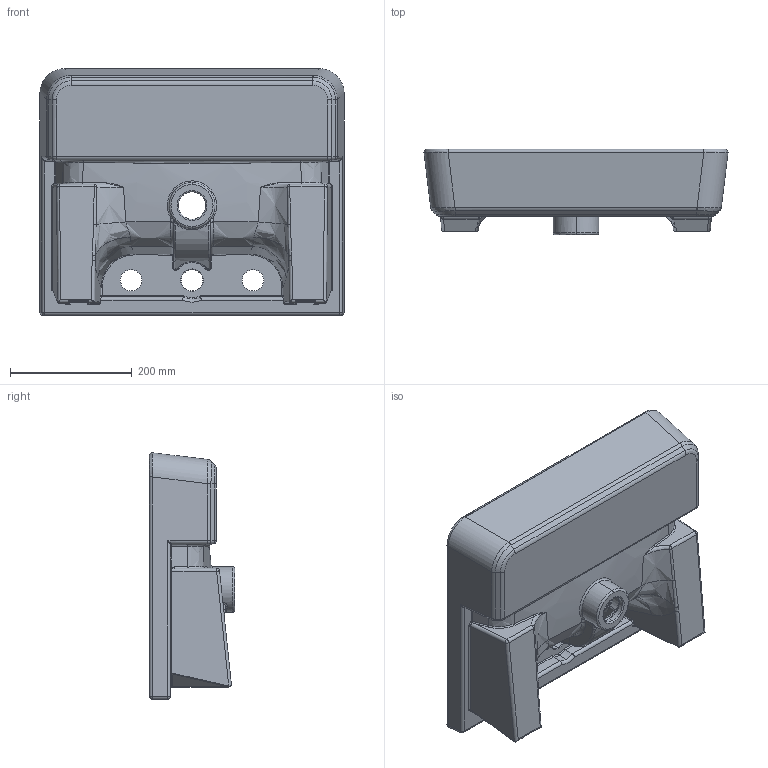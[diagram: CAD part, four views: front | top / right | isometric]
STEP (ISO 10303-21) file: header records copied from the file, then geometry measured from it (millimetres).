
FILE_DESCRIPTION (( 'STEP AP214' ), '1' );
FILE_NAME ('UNI_66005.3TH_V10524.STEP', '2024-05-13T12:24:31', ( '' ), ( '' ), 'SwSTEP 2.0', 'SolidWorks 2019', '' );
FILE_SCHEMA (( 'AUTOMOTIVE_DESIGN' ));
Length unit declared in the file: millimetre
Products named in the file (1): UNI_66005.3TH_V10524
Bounding box: 498.7 x 140 x 404.35 mm (x, y, z)
Volume: 5859591.9 mm3; surface area: 1052195.8 mm2
Topology: 1 solids, 1 shells, 429 faces, 1044 edges, 596 vertices
Faces by surface type: bspline 156, cylinder 129, plane 89, torus 34, sphere 21
Entity records: 23117 total; most frequent: CARTESIAN_POINT 14488, ORIENTED_EDGE 2044, DIRECTION 1486, EDGE_CURVE 1022, VERTEX_POINT 596, AXIS2_PLACEMENT_3D 577, EDGE_LOOP 442, FACE_OUTER_BOUND 429
